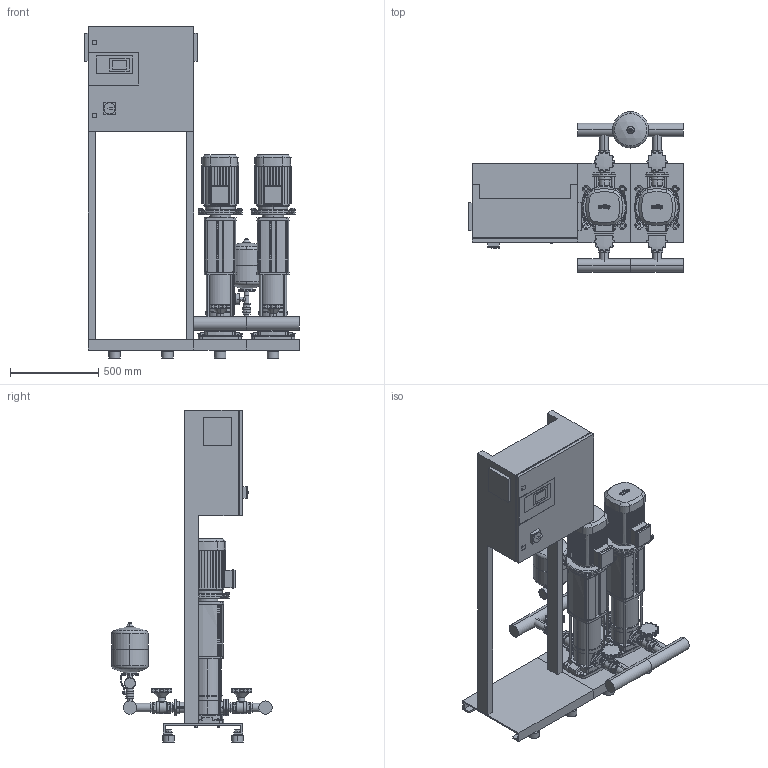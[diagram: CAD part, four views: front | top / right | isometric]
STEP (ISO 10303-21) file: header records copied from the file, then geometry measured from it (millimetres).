
FILE_DESCRIPTION((''),'2;1');
FILE_NAME('3d_CO-2HELIXV1607_K_CC-01-2532202.stp','2016-01-25T10:04:22',(''),(''),'Mechanical Desktop 2009','Mechanical Desktop 2009',', , ');
FILE_SCHEMA(('CONFIG_CONTROL_DESIGN'));
Length unit declared in the file: millimetre
Products named in the file (1): Product
Bounding box: 1220 x 911.05 x 1885 mm (x, y, z)
Volume: 178211442.5 mm3; surface area: 8788737.7 mm2
Topology: 109 solids, 109 shells, 3939 faces, 10341 edges, 6783 vertices
Faces by surface type: plane 1798, bspline 987, cylinder 908, cone 168, torus 64, sphere 14
Entity records: 129090 total; most frequent: CARTESIAN_POINT 31813, ORIENTED_EDGE 20666, DIRECTION 18797, EDGE_CURVE 10333, VECTOR 6875, LINE 6875, VERTEX_POINT 6778, AXIS2_PLACEMENT_3D 5961
